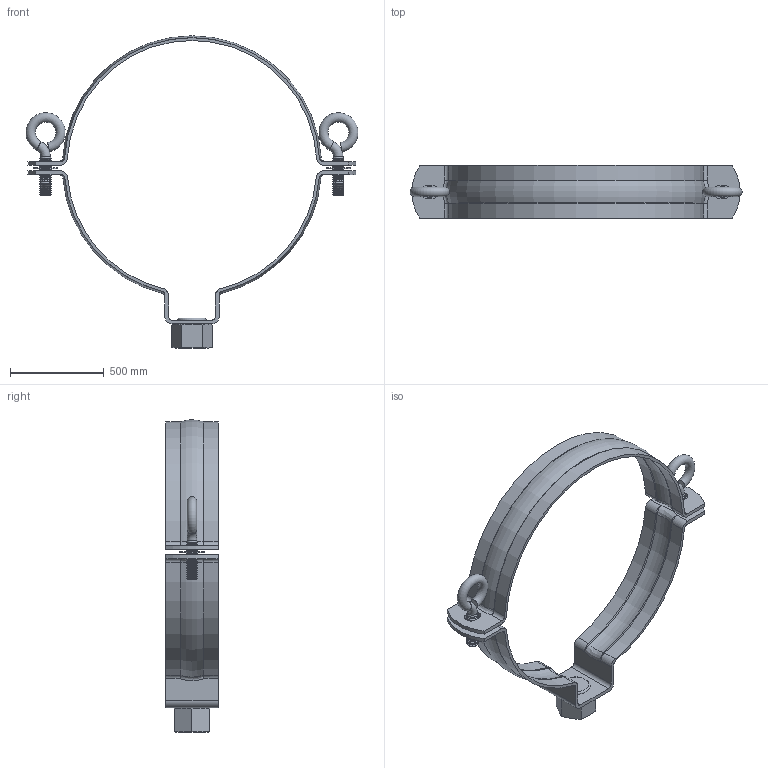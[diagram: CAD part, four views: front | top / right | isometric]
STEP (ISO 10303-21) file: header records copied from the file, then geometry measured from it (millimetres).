
FILE_DESCRIPTION(/* description */ (''),/* implementation_level */ '2;1');
FILE_NAME(/* name */ '00977.125N_3D.stp',/* time_stamp */ '2024-12-11T13:02:04+01:00',/* author */ ('CAD'),/* organization */ (''),/* preprocessor_version */ 'ST-DEVELOPER v20',/* originating_system */ 'AutoCAD Mechanical',/* authorisation */ '');
FILE_SCHEMA (('AUTOMOTIVE_DESIGN { 1 0 10303 214 3 1 1 }'));
Length unit declared in the file: centimetre
Products named in the file (2): Product; *S0
Assembly tree (1 placements, depth 2):
  Product
    *S0
Bounding box: 1769.45 x 280 x 1665.01 mm (x, y, z)
Volume: 29471968.3 mm3; surface area: 3594886.6 mm2
Topology: 8 solids, 8 shells, 267 faces, 627 edges, 351 vertices
Faces by surface type: cone 84, bspline 60, cylinder 59, plane 41, torus 23
Full cylindrical faces by diameter (mm): 50 x2, 60 x6, 101.06 x1, 130 x2
Entity records: 10363 total; most frequent: CARTESIAN_POINT 4610, ORIENTED_EDGE 1206, DIRECTION 1141, EDGE_CURVE 603, AXIS2_PLACEMENT_3D 466, VERTEX_POINT 351, EDGE_LOOP 286, FACE_OUTER_BOUND 267
